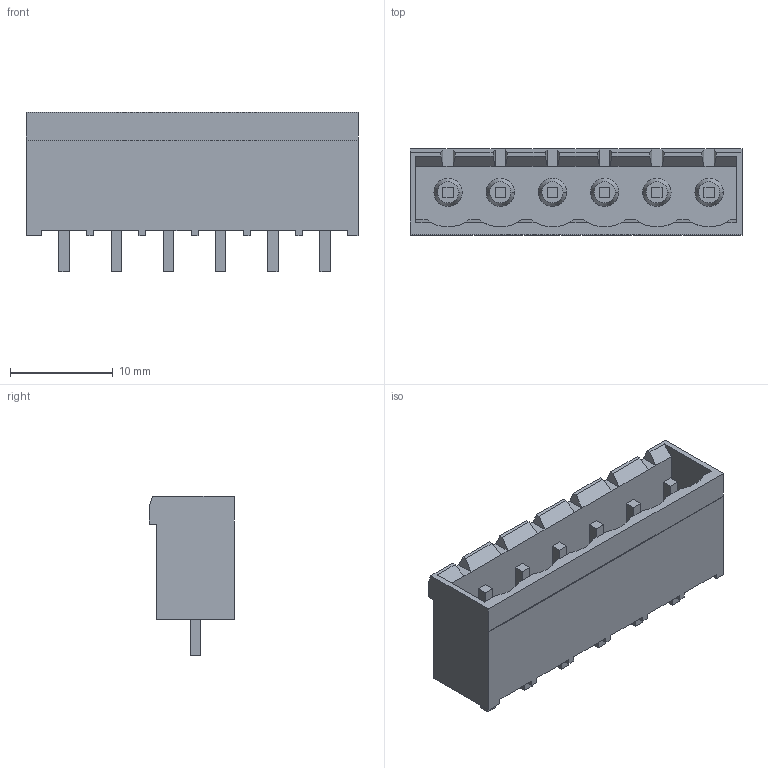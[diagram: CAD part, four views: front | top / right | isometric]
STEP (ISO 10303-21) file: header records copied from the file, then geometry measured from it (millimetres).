
FILE_DESCRIPTION((''),'2;1');
FILE_NAME('C-796636-6','2009-05-28T',('workeradm'),(''),'PRO/ENGINEER BY PARAMETRIC TECHNOLOGY CORPORATION, 2008380','PRO/ENGINEER BY PARAMETRIC TECHNOLOGY CORPORATION, 2008380','');
FILE_SCHEMA(('AUTOMOTIVE_DESIGN { 1 0 10303 214 1 1 1 1 }'));
Length unit declared in the file: millimetre
Products named in the file (1): C-796636-6
Bounding box: 32.3 x 8.35 x 15.5 mm (x, y, z)
Volume: 1483 mm3; surface area: 2395.5 mm2
Topology: 1 solids, 1 shells, 173 faces, 435 edges, 282 vertices
Faces by surface type: plane 155, cone 12, cylinder 6
Entity records: 5125 total; most frequent: CARTESIAN_POINT 927, ORIENTED_EDGE 870, DIRECTION 805, EDGE_CURVE 435, VECTOR 387, LINE 387, VERTEX_POINT 282, AXIS2_PLACEMENT_3D 209
